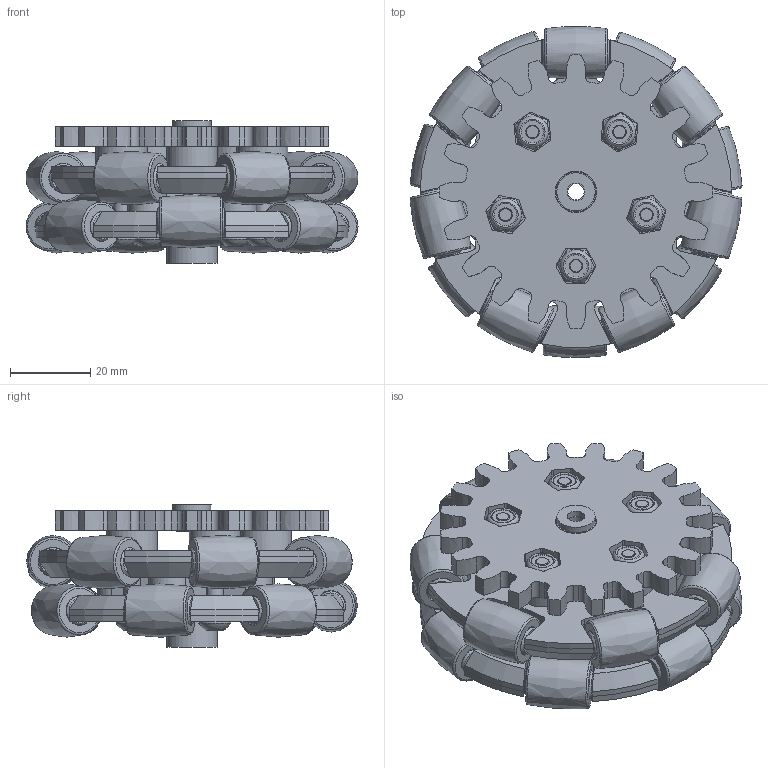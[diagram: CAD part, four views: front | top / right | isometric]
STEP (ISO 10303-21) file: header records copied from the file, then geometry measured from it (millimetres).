
FILE_DESCRIPTION(/* description */ (''),/* implementation_level */ '2;1');
FILE_NAME(/* name */ 'Wheel Assembly.step',/* time_stamp */ '2024-06-27T20:44:13-05:00',/* author */ (''),/* organization */ (''),/* preprocessor_version */ 'ST-DEVELOPER v20',/* originating_system */ 'Autodesk Translation Framework v13.14.0.145',/* authorisation */ '');
FILE_SCHEMA (('AUTOMOTIVE_DESIGN { 1 0 10303 214 3 1 1 }'));
Length unit declared in the file: inch
Products named in the file (33): Wheel Assembly; 3.25" Omni [4" Roller V4]; Back-Core(Mirror) (updated tolerances) v8; Front-Core (updated tolerances) v10; 3.25" Omni [OG 4" Roller Edition] v6; 4 Omni Wheel v1; 4 Omni Wheel v1_1; 4 Omni Wheel v1_2; 4 Omni Wheel v1_3; 4 Omni Wheel v1_4; 4 Omni Wheel v1_5; 4 Omni Wheel v1_6; 4 Inch Omni Wheel; 4 Omni Wheel v1(Mirror); 4 Omni Wheel v1(Mirror)_1; 4 Omni Wheel v1(Mirror)_2; 4 Omni Wheel v1(Mirror)_3; 4 Omni Wheel v1(Mirror)_4; 4 Omni Wheel v1(Mirror)_5; 4 Omni Wheel v1(Mirror)_6; 4 Inch Omni Wheel(Mirror); Delrin Face Plate; Delrin Face Plate 2; New Internal Spacer v1 - New Internal Spacer v1 v2; gears_v88; gears_v8; Spur gear (20 teeth); HS Round Insert; Nut Thin Nylock; Spacer (Nylon), .500 OD v1; Screw Star v1; Washer (Teflon) v1; Spacer (Nylon), .500 OD v1 (1)
Assembly tree (56 placements, depth 5):
  Wheel Assembly
    3.25" Omni [4" Roller V4]
      Back-Core(Mirror) (updated tolerances) v8
      Front-Core (updated tolerances) v10
      3.25" Omni [OG 4" Roller Edition] v6
        4 Omni Wheel v1
          4 Inch Omni Wheel
        4 Omni Wheel v1_1
          4 Inch Omni Wheel
        4 Omni Wheel v1_2
          4 Inch Omni Wheel
        4 Omni Wheel v1_3
          4 Inch Omni Wheel
        4 Omni Wheel v1_4
          4 Inch Omni Wheel
        4 Omni Wheel v1_5
          4 Inch Omni Wheel
        4 Omni Wheel v1_6
          4 Inch Omni Wheel
        4 Omni Wheel v1(Mirror)
          4 Inch Omni Wheel(Mirror)
        4 Omni Wheel v1(Mirror)_1
          4 Inch Omni Wheel(Mirror)
        4 Omni Wheel v1(Mirror)_2
          4 Inch Omni Wheel(Mirror)
        4 Omni Wheel v1(Mirror)_3
          4 Inch Omni Wheel(Mirror)
        4 Omni Wheel v1(Mirror)_4
          4 Inch Omni Wheel(Mirror)
        4 Omni Wheel v1(Mirror)_5
          4 Inch Omni Wheel(Mirror)
        4 Omni Wheel v1(Mirror)_6
          4 Inch Omni Wheel(Mirror)
      Delrin Face Plate
      Delrin Face Plate 2
      New Internal Spacer v1 - New Internal Spacer v1 v2
    gears_v88
      gears_v8
        Spur gear (20 teeth)
      HS Round Insert
      Nut Thin Nylock  x5
    Spacer (Nylon), .500 OD v1  x5
    Screw Star v1  x5
    Washer (Teflon) v1
    Spacer (Nylon), .500 OD v1 (1)
Bounding box: 82.52 x 82.24 x 35.53 mm (x, y, z)
Volume: 88473.7 mm3; surface area: 77444.9 mm2
Topology: 66 solids, 66 shells, 1531 faces, 3893 edges, 2573 vertices
Faces by surface type: cylinder 646, plane 472, cone 255, bspline 114, torus 39, sphere 5
Full cylindrical faces by diameter (mm): 2 x14, 2.2 x14, 3.391 x10, 4.064 x1, 4.166 x5, 4.394 x1, 4.623 x5, 4.648 x30, 4.928 x6, 5 x28, 5.588 x5, 5.918 x1, 7 x28, 7.2 x28, 7.874 x5, 7.925 x5, 8 x56, 9.525 x1, 10.033 x1, 10.287 x1, 12.7 x6
Entity records: 35151 total; most frequent: CARTESIAN_POINT 11413, ORIENTED_EDGE 4904, DIRECTION 4843, EDGE_CURVE 2452, AXIS2_PLACEMENT_3D 1787, VERTEX_POINT 1629, LINE 1269, VECTOR 1269
